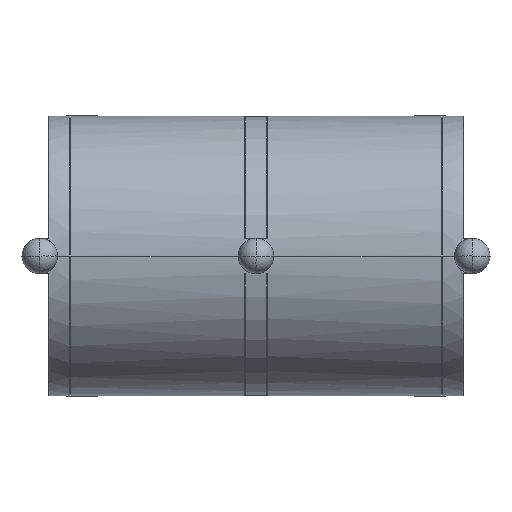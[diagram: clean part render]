
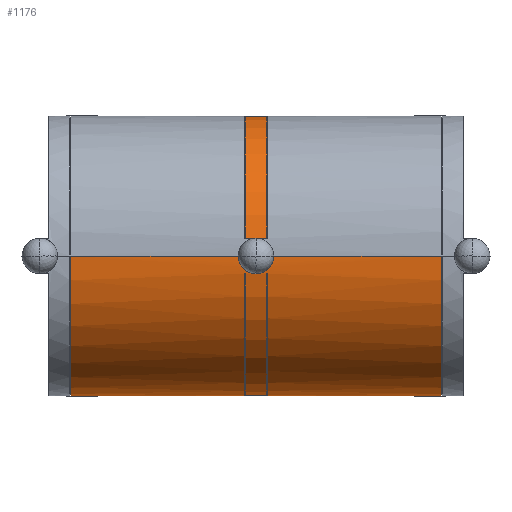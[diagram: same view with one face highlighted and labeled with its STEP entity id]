
A CAD part, left-side view. The second image highlights one B-rep face of the part: STEP entity #1176.
In plain terms, the highlighted cylindrical face has radius 3.95 mm (diameter 7.9 mm), a partial arc.
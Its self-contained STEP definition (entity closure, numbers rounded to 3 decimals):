
#109=DIRECTION('',(0.,-1.,0.));
#110=VECTOR('',#109,0.025);
#111=CARTESIAN_POINT('',(-3.918,-0.3,-0.5));
#112=LINE('',#111,#110);
#117=DIRECTION('',(0.,1.,0.));
#118=VECTOR('',#117,0.025);
#119=CARTESIAN_POINT('',(-3.918,0.3,-0.5));
#120=LINE('',#119,#118);
#149=CARTESIAN_POINT('',(0.,-0.3,0.));
#150=DIRECTION('',(0.,-1.,0.));
#151=DIRECTION('',(-0.992,0.,-0.127));
#152=AXIS2_PLACEMENT_3D('',#149,#150,#151);
#154=DIRECTION('',(0.,-1.,0.));
#155=VECTOR('',#154,0.3);
#156=CARTESIAN_POINT('',(-3.918,0.,0.5));
#157=LINE('',#156,#155);
#158=DIRECTION('',(0.,1.,0.));
#159=VECTOR('',#158,0.3);
#160=CARTESIAN_POINT('',(-3.918,0.,0.5));
#161=LINE('',#160,#159);
#162=CARTESIAN_POINT('',(0.,0.3,0.));
#163=DIRECTION('',(0.,1.,0.));
#164=DIRECTION('',(-0.992,0.,0.127));
#165=AXIS2_PLACEMENT_3D('',#162,#163,#164);
#167=CARTESIAN_POINT('',(0.,5.225,0.));
#168=DIRECTION('',(0.,-1.,0.));
#169=DIRECTION('',(-1.,0.,0.));
#170=AXIS2_PLACEMENT_3D('',#167,#168,#169);
#172=CARTESIAN_POINT('',(0.,-0.325,0.));
#173=DIRECTION('',(0.,-1.,0.));
#174=DIRECTION('',(-0.992,0.,-0.127));
#175=AXIS2_PLACEMENT_3D('',#172,#173,#174);
#269=DIRECTION('',(0.,-1.,0.));
#270=VECTOR('',#269,4.725);
#271=CARTESIAN_POINT('',(-3.95,5.225,0.));
#272=LINE('',#271,#270);
#278=DIRECTION('',(0.,-1.,0.));
#279=VECTOR('',#278,4.9);
#280=CARTESIAN_POINT('',(3.95,5.225,0.));
#281=LINE('',#280,#279);
#282=DIRECTION('',(0.,-1.,0.));
#283=VECTOR('',#282,4.725);
#284=CARTESIAN_POINT('',(-3.95,-0.5,0.));
#285=LINE('',#284,#283);
#291=DIRECTION('',(0.,-1.,0.));
#292=VECTOR('',#291,4.9);
#293=CARTESIAN_POINT('',(3.95,-0.325,0.));
#294=LINE('',#293,#292);
#312=CARTESIAN_POINT('',(0.,0.325,0.));
#313=DIRECTION('',(0.,-1.,0.));
#314=DIRECTION('',(-0.992,0.,-0.127));
#315=AXIS2_PLACEMENT_3D('',#312,#313,#314);
#361=CARTESIAN_POINT('',(-3.918,0.,-0.5));
#362=CARTESIAN_POINT('',(-3.918,0.026,-0.5));
#363=CARTESIAN_POINT('',(-3.919,0.078,
-0.496));
#364=CARTESIAN_POINT('',(-3.921,0.155,
-0.478));
#365=CARTESIAN_POINT('',(-3.925,0.228,
-0.447));
#366=CARTESIAN_POINT('',(-3.929,0.294,
-0.407));
#367=CARTESIAN_POINT('',(-3.934,0.355,
-0.355));
#368=CARTESIAN_POINT('',(-3.939,0.407,
-0.294));
#369=CARTESIAN_POINT('',(-3.944,0.447,
-0.228));
#370=CARTESIAN_POINT('',(-3.947,0.478,
-0.155));
#371=CARTESIAN_POINT('',(-3.949,0.496,
-0.078));
#372=CARTESIAN_POINT('',(-3.95,0.5,-0.026));
#373=CARTESIAN_POINT('',(-3.95,0.5,0.));
#389=CARTESIAN_POINT('',(-3.918,0.,0.5));
#432=CARTESIAN_POINT('',(-3.95,-0.5,0.));
#433=CARTESIAN_POINT('',(-3.95,-0.5,-0.026));
#434=CARTESIAN_POINT('',(-3.949,-0.496,
-0.078));
#435=CARTESIAN_POINT('',(-3.947,-0.478,
-0.155));
#436=CARTESIAN_POINT('',(-3.944,-0.447,
-0.228));
#437=CARTESIAN_POINT('',(-3.939,-0.407,
-0.294));
#438=CARTESIAN_POINT('',(-3.934,-0.355,
-0.355));
#439=CARTESIAN_POINT('',(-3.929,-0.294,
-0.407));
#440=CARTESIAN_POINT('',(-3.925,-0.228,
-0.447));
#441=CARTESIAN_POINT('',(-3.921,-0.155,
-0.478));
#442=CARTESIAN_POINT('',(-3.919,-0.078,
-0.496));
#443=CARTESIAN_POINT('',(-3.918,-0.026,-0.5));
#444=CARTESIAN_POINT('',(-3.918,0.,-0.5));
#507=CARTESIAN_POINT('',(0.,-5.225,0.));
#508=DIRECTION('',(0.,-1.,0.));
#509=DIRECTION('',(-1.,0.,0.));
#510=AXIS2_PLACEMENT_3D('',#507,#508,#509);
#785=CARTESIAN_POINT('',(3.95,-0.325,0.));
#786=CARTESIAN_POINT('',(3.95,-5.225,0.));
#787=VERTEX_POINT('',#785);
#788=VERTEX_POINT('',#786);
#801=CARTESIAN_POINT('',(3.95,5.225,0.));
#802=CARTESIAN_POINT('',(3.95,0.325,0.));
#803=VERTEX_POINT('',#801);
#804=VERTEX_POINT('',#802);
#815=CARTESIAN_POINT('',(-3.95,5.225,0.));
#816=VERTEX_POINT('',#815);
#817=CARTESIAN_POINT('',(-3.95,-5.225,0.));
#818=VERTEX_POINT('',#817);
#877=CARTESIAN_POINT('',(-3.95,-0.5,0.));
#878=VERTEX_POINT('',#877);
#879=CARTESIAN_POINT('',(-3.918,0.,-0.5));
#880=VERTEX_POINT('',#879);
#892=VERTEX_POINT('',#389);
#893=VERTEX_POINT('',#373);
#905=CARTESIAN_POINT('',(-3.918,-0.3,0.5));
#906=VERTEX_POINT('',#905);
#909=CARTESIAN_POINT('',(-3.918,0.3,0.5));
#911=VERTEX_POINT('',#909);
#913=CARTESIAN_POINT('',(-3.918,-0.3,-0.5));
#914=CARTESIAN_POINT('',(-3.918,-0.325,-0.5));
#915=VERTEX_POINT('',#913);
#916=VERTEX_POINT('',#914);
#917=CARTESIAN_POINT('',(-3.918,0.3,-0.5));
#918=CARTESIAN_POINT('',(-3.918,0.325,-0.5));
#919=VERTEX_POINT('',#917);
#920=VERTEX_POINT('',#918);
#1139=CARTESIAN_POINT('',(0.,0.,0.));
#1140=DIRECTION('',(0.,-1.,0.));
#1141=DIRECTION('',(-1.,0.,0.));
#1142=AXIS2_PLACEMENT_3D('',#1139,#1140,#1141);
#1143=CYLINDRICAL_SURFACE('',#1142,3.95);
#1144=ORIENTED_EDGE('',*,*,#1084,.F.);
#1146=ORIENTED_EDGE('',*,*,#1145,.T.);
#1148=ORIENTED_EDGE('',*,*,#1147,.F.);
#1150=ORIENTED_EDGE('',*,*,#1149,.T.);
#1152=ORIENTED_EDGE('',*,*,#1151,.T.);
#1153=ORIENTED_EDGE('',*,*,#1100,.T.);
#1155=ORIENTED_EDGE('',*,*,#1154,.T.);
#1157=ORIENTED_EDGE('',*,*,#1156,.F.);
#1159=ORIENTED_EDGE('',*,*,#1158,.F.);
#1161=ORIENTED_EDGE('',*,*,#1160,.T.);
#1163=ORIENTED_EDGE('',*,*,#1162,.F.);
#1165=ORIENTED_EDGE('',*,*,#1164,.F.);
#1167=ORIENTED_EDGE('',*,*,#1166,.T.);
#1169=ORIENTED_EDGE('',*,*,#1168,.T.);
#1171=ORIENTED_EDGE('',*,*,#1170,.F.);
#1173=ORIENTED_EDGE('',*,*,#1172,.F.);
#1174=EDGE_LOOP('',(#1144,#1146,#1148,#1150,#1152,#1153,#1155,#1157,#1159,#1161,
#1163,#1165,#1167,#1169,#1171,#1173));
#1175=FACE_OUTER_BOUND('',#1174,.F.);
#153=CIRCLE('',#152,3.95);
#166=CIRCLE('',#165,3.95);
#171=CIRCLE('',#170,3.95);
#176=CIRCLE('',#175,3.95);
#316=CIRCLE('',#315,3.95);
#374=B_SPLINE_CURVE_WITH_KNOTS('',3,(#361,#362,#363,#364,#365,#366,#367,#368,
#369,#370,#371,#372,#373),.UNSPECIFIED.,.F.,.F.,(4,1,1,1,1,1,1,1,1,1,4),(0.,
0.1,0.2,0.3,0.4,0.5,0.6,0.7,0.8,0.9,1.),.UNSPECIFIED.);
#445=B_SPLINE_CURVE_WITH_KNOTS('',3,(#432,#433,#434,#435,#436,#437,#438,#439,
#440,#441,#442,#443,#444),.UNSPECIFIED.,.F.,.F.,(4,1,1,1,1,1,1,1,1,1,4),(0.,
0.1,0.2,0.3,0.4,0.5,0.6,0.7,0.8,0.9,1.),.UNSPECIFIED.);
#511=CIRCLE('',#510,3.95);
#1084=EDGE_CURVE('',#915,#916,#112,.T.);
#1100=EDGE_CURVE('',#919,#920,#120,.T.);
#1145=EDGE_CURVE('',#915,#906,#153,.T.);
#1147=EDGE_CURVE('',#892,#906,#157,.T.);
#1149=EDGE_CURVE('',#892,#911,#161,.T.);
#1151=EDGE_CURVE('',#911,#919,#166,.T.);
#1154=EDGE_CURVE('',#920,#804,#316,.T.);
#1156=EDGE_CURVE('',#803,#804,#281,.T.);
#1158=EDGE_CURVE('',#816,#803,#171,.T.);
#1160=EDGE_CURVE('',#816,#893,#272,.T.);
#1162=EDGE_CURVE('',#880,#893,#374,.T.);
#1164=EDGE_CURVE('',#878,#880,#445,.T.);
#1166=EDGE_CURVE('',#878,#818,#285,.T.);
#1168=EDGE_CURVE('',#818,#788,#511,.T.);
#1170=EDGE_CURVE('',#787,#788,#294,.T.);
#1172=EDGE_CURVE('',#916,#787,#176,.T.);
#1176=ADVANCED_FACE('',(#1175),#1143,.T.);
